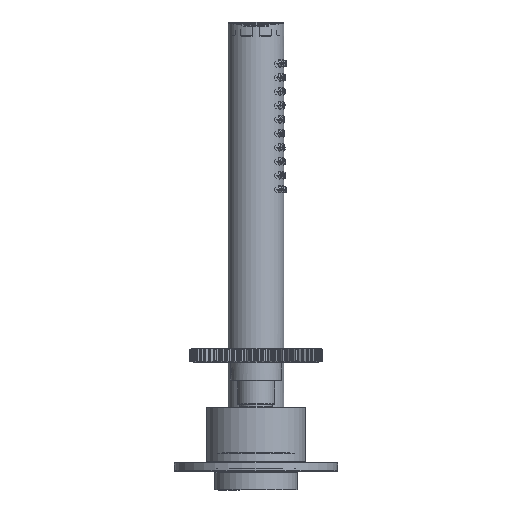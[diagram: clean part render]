
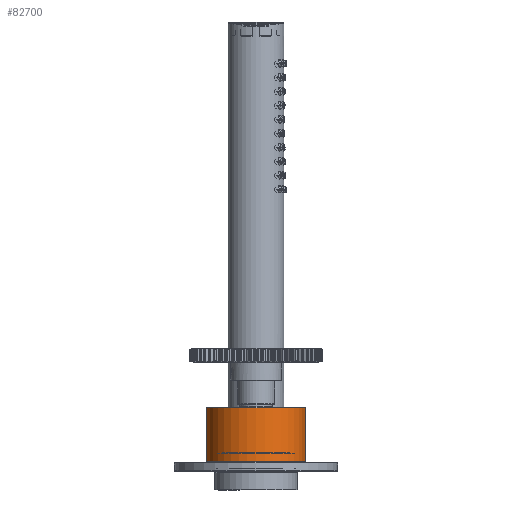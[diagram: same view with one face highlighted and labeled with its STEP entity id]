
A CAD part, front view. The second image highlights one B-rep face of the part: STEP entity #82700.
In plain terms, the highlighted cylindrical face has radius 21.15 mm (diameter 42.3 mm), a full revolution.
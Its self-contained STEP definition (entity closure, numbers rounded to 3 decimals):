
#15287=ORIENTED_EDGE('',*,*,#41743,.T.);
#15288=ORIENTED_EDGE('',*,*,#41744,.T.);
#41743=EDGE_CURVE('',#55022,#55022,#62958,.F.);
#41744=EDGE_CURVE('',#55023,#55023,#62959,.T.);
#55022=VERTEX_POINT('',#152523);
#55023=VERTEX_POINT('',#152525);
#62958=CIRCLE('',#123175,21.15);
#62959=CIRCLE('',#123176,21.15);
#68411=EDGE_LOOP('',(#15287));
#68412=EDGE_LOOP('',(#15288));
#74716=FACE_BOUND('',#68411,.T.);
#74717=FACE_BOUND('',#68412,.T.);
#80886=CYLINDRICAL_SURFACE('',#123174,21.15);
#82700=ADVANCED_FACE('',(#74716,#74717),#80886,.T.);
#123174=AXIS2_PLACEMENT_3D('',#152521,#132196,#132197);
#123175=AXIS2_PLACEMENT_3D('',#152522,#132198,#132199);
#123176=AXIS2_PLACEMENT_3D('',#152524,#132200,#132201);
#132196=DIRECTION('',(0.,0.,-1.));
#132197=DIRECTION('',(-1.,0.,0.));
#132198=DIRECTION('',(0.,0.,-1.));
#132199=DIRECTION('',(-1.,0.,0.));
#132200=DIRECTION('',(0.,0.,-1.));
#132201=DIRECTION('',(-1.,0.,0.));
#152521=CARTESIAN_POINT('',(0.,0.,20.));
#152522=CARTESIAN_POINT('',(0.,0.,0.2));
#152523=CARTESIAN_POINT('',(-21.15,0.,0.2));
#152524=CARTESIAN_POINT('',(0.,0.,23.25));
#152525=CARTESIAN_POINT('',(-21.15,0.,23.25));
